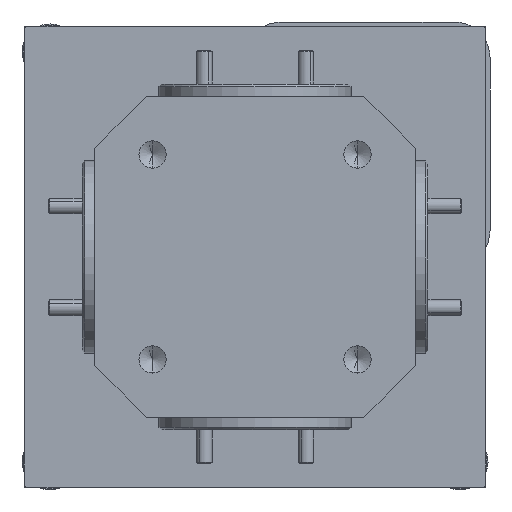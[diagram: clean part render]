
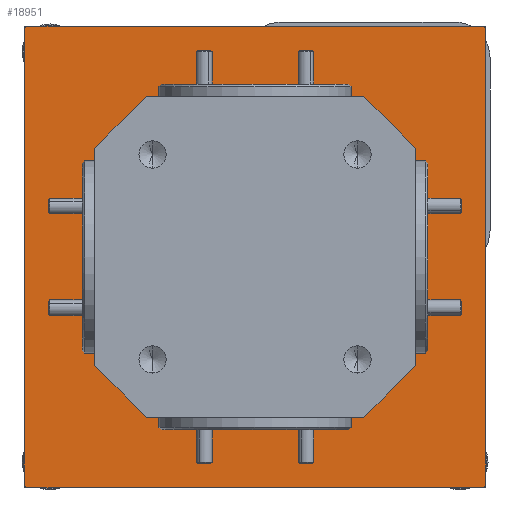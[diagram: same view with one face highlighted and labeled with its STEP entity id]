
A CAD part, front view. The second image highlights one B-rep face of the part: STEP entity #18951.
In plain terms, the highlighted planar face has unit normal (0, -1, 0).
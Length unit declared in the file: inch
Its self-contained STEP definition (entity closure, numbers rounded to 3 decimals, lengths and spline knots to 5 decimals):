
#661 = CARTESIAN_POINT ( 'NONE',  ( 0.625, 1., 0.425 ) ) ;
#711 = VERTEX_POINT ( 'NONE', #25372 ) ;
#1016 = CARTESIAN_POINT ( 'NONE',  ( 0.895, 1., 0.895 ) ) ;
#1993 = VECTOR ( 'NONE', #15619, 39.37008 ) ;
#2023 = EDGE_CURVE ( 'NONE', #34337, #10348, #37980, .T. ) ;
#2162 = EDGE_CURVE ( 'NONE', #24602, #10348, #15951, .T. ) ;
#2821 = VERTEX_POINT ( 'NONE', #33853 ) ;
#2857 = EDGE_CURVE ( 'NONE', #20121, #3586, #30800, .T. ) ;
#3163 = VERTEX_POINT ( 'NONE', #21071 ) ;
#3410 = CARTESIAN_POINT ( 'NONE',  ( 0.425, 1., -0.625 ) ) ;
#3555 = LINE ( 'NONE', #20668, #7890 ) ;
#3586 = VERTEX_POINT ( 'NONE', #13436 ) ;
#3684 = LINE ( 'NONE', #661, #24164 ) ;
#4168 = ORIENTED_EDGE ( 'NONE', *, *, #2857, .T. ) ;
#4696 = EDGE_LOOP ( 'NONE', ( #23620, #4168, #5561, #42070, #42190, #8128, #30694, #37892 ) ) ;
#5256 = ORIENTED_EDGE ( 'NONE', *, *, #2023, .T. ) ;
#5561 = ORIENTED_EDGE ( 'NONE', *, *, #9311, .F. ) ;
#5875 = DIRECTION ( 'NONE',  ( 0., 0., 1. ) ) ;
#6309 = LINE ( 'NONE', #9601, #39321 ) ;
#6538 = CARTESIAN_POINT ( 'NONE',  ( 0.895, 1., -0.895 ) ) ;
#6676 = CARTESIAN_POINT ( 'NONE',  ( -0.89, 1., 0.9 ) ) ;
#6748 = ORIENTED_EDGE ( 'NONE', *, *, #2162, .F. ) ;
#6985 = EDGE_CURVE ( 'NONE', #2821, #711, #41876, .T. ) ;
#7159 = DIRECTION ( 'NONE',  ( -0.707, 0., 0.707 ) ) ;
#7283 = FACE_OUTER_BOUND ( 'NONE', #10364, .T. ) ;
#7479 = EDGE_CURVE ( 'NONE', #14255, #9664, #36606, .T. ) ;
#7890 = VECTOR ( 'NONE', #37601, 39.37008 ) ;
#8128 = ORIENTED_EDGE ( 'NONE', *, *, #41700, .T. ) ;
#8587 = CARTESIAN_POINT ( 'NONE',  ( 0.625, 1., 0.425 ) ) ;
#9044 = DIRECTION ( 'NONE',  ( -1., 0., 0. ) ) ;
#9175 = AXIS2_PLACEMENT_3D ( 'NONE', #17782, #14905, #14065 ) ;
#9184 = EDGE_CURVE ( 'NONE', #24602, #11883, #3555, .T. ) ;
#9311 = EDGE_CURVE ( 'NONE', #12468, #3586, #18239, .T. ) ;
#9414 = CARTESIAN_POINT ( 'NONE',  ( 0.89, 1., -0.9 ) ) ;
#9601 = CARTESIAN_POINT ( 'NONE',  ( -0.9, 1., 0.9 ) ) ;
#9615 = EDGE_CURVE ( 'NONE', #13167, #42063, #15528, .T. ) ;
#9664 = VERTEX_POINT ( 'NONE', #36765 ) ;
#10221 = VECTOR ( 'NONE', #27359, 39.37008 ) ;
#10348 = VERTEX_POINT ( 'NONE', #27251 ) ;
#10361 = DIRECTION ( 'NONE',  ( -1., 0., 0. ) ) ;
#10364 = EDGE_LOOP ( 'NONE', ( #22994, #19506, #23057, #13677, #19031, #5256, #6748, #34960 ) ) ;
#10909 = DIRECTION ( 'NONE',  ( -0.707, 0., 0.707 ) ) ;
#10953 = DIRECTION ( 'NONE',  ( 0.707, 0., -0.707 ) ) ;
#11883 = VERTEX_POINT ( 'NONE', #16019 ) ;
#12360 = CARTESIAN_POINT ( 'NONE',  ( -0.625, 1., -0.625 ) ) ;
#12468 = VERTEX_POINT ( 'NONE', #37397 ) ;
#12566 = CARTESIAN_POINT ( 'NONE',  ( 0.89, 1., 0.9 ) ) ;
#12795 = LINE ( 'NONE', #12360, #1993 ) ;
#12808 = VERTEX_POINT ( 'NONE', #12566 ) ;
#13035 = VECTOR ( 'NONE', #27282, 39.37008 ) ;
#13167 = VERTEX_POINT ( 'NONE', #20818 ) ;
#13436 = CARTESIAN_POINT ( 'NONE',  ( -0.425, 1., 0.625 ) ) ;
#13631 = FACE_BOUND ( 'NONE', #4696, .T. ) ;
#13677 = ORIENTED_EDGE ( 'NONE', *, *, #20624, .T. ) ;
#13881 = CARTESIAN_POINT ( 'NONE',  ( -0.425, 1., 0.625 ) ) ;
#14065 = DIRECTION ( 'NONE',  ( 0., 0., -1. ) ) ;
#14255 = VERTEX_POINT ( 'NONE', #9414 ) ;
#14662 = CARTESIAN_POINT ( 'NONE',  ( -0.895, 1., 0.895 ) ) ;
#14905 = DIRECTION ( 'NONE',  ( 0., -1., 0. ) ) ;
#15528 = LINE ( 'NONE', #39902, #20714 ) ;
#15619 = DIRECTION ( 'NONE',  ( 1., 0., 0. ) ) ;
#15951 = LINE ( 'NONE', #28732, #32831 ) ;
#16019 = CARTESIAN_POINT ( 'NONE',  ( -0.89, 1., -0.9 ) ) ;
#16222 = VECTOR ( 'NONE', #9044, 39.37008 ) ;
#16643 = LINE ( 'NONE', #33572, #39320 ) ;
#16793 = VECTOR ( 'NONE', #7159, 39.37008 ) ;
#16794 = DIRECTION ( 'NONE',  ( 1., 0., 0. ) ) ;
#17782 = CARTESIAN_POINT ( 'NONE',  ( 0., 1., 0. ) ) ;
#18239 = LINE ( 'NONE', #23070, #16222 ) ;
#18951 = ADVANCED_FACE ( 'NONE', ( #13631, #7283 ), #34052, .T. ) ;
#19031 = ORIENTED_EDGE ( 'NONE', *, *, #20587, .F. ) ;
#19506 = ORIENTED_EDGE ( 'NONE', *, *, #7479, .T. ) ;
#20121 = VERTEX_POINT ( 'NONE', #33676 ) ;
#20459 = LINE ( 'NONE', #23961, #21844 ) ;
#20587 = EDGE_CURVE ( 'NONE', #34337, #12808, #6309, .T. ) ;
#20624 = EDGE_CURVE ( 'NONE', #3163, #12808, #30900, .T. ) ;
#20630 = VECTOR ( 'NONE', #10909, 39.37008 ) ;
#20668 = CARTESIAN_POINT ( 'NONE',  ( -0.895, 1., -0.895 ) ) ;
#20714 = VECTOR ( 'NONE', #25449, 39.37008 ) ;
#20818 = CARTESIAN_POINT ( 'NONE',  ( 0.625, 1., -0.425 ) ) ;
#20969 = EDGE_CURVE ( 'NONE', #2821, #42821, #12795, .T. ) ;
#21071 = CARTESIAN_POINT ( 'NONE',  ( 0.9, 1., 0.89 ) ) ;
#21844 = VECTOR ( 'NONE', #10361, 39.37008 ) ;
#22994 = ORIENTED_EDGE ( 'NONE', *, *, #36641, .F. ) ;
#23057 = ORIENTED_EDGE ( 'NONE', *, *, #39981, .F. ) ;
#23070 = CARTESIAN_POINT ( 'NONE',  ( -0.625, 1., 0.625 ) ) ;
#23620 = ORIENTED_EDGE ( 'NONE', *, *, #33803, .F. ) ;
#23961 = CARTESIAN_POINT ( 'NONE',  ( -0.9, 1., -0.9 ) ) ;
#24100 = DIRECTION ( 'NONE',  ( 0., 0., -1. ) ) ;
#24164 = VECTOR ( 'NONE', #10953, 39.37008 ) ;
#24602 = VERTEX_POINT ( 'NONE', #27678 ) ;
#24996 = DIRECTION ( 'NONE',  ( -0.707, 0., -0.707 ) ) ;
#25053 = VECTOR ( 'NONE', #37780, 39.37008 ) ;
#25170 = CARTESIAN_POINT ( 'NONE',  ( -0.625, 1., -0.425 ) ) ;
#25372 = CARTESIAN_POINT ( 'NONE',  ( -0.625, 1., -0.425 ) ) ;
#25449 = DIRECTION ( 'NONE',  ( 0., 0., 1. ) ) ;
#25670 = EDGE_CURVE ( 'NONE', #12468, #42063, #3684, .T. ) ;
#27251 = CARTESIAN_POINT ( 'NONE',  ( -0.9, 1., 0.89 ) ) ;
#27282 = DIRECTION ( 'NONE',  ( 0.707, 0., 0.707 ) ) ;
#27359 = DIRECTION ( 'NONE',  ( -0.707, 0., -0.707 ) ) ;
#27678 = CARTESIAN_POINT ( 'NONE',  ( -0.9, 1., -0.89 ) ) ;
#28732 = CARTESIAN_POINT ( 'NONE',  ( -0.9, 1., 0.9 ) ) ;
#29547 = LINE ( 'NONE', #3410, #10221 ) ;
#29586 = DIRECTION ( 'NONE',  ( 0.707, 0., 0.707 ) ) ;
#30694 = ORIENTED_EDGE ( 'NONE', *, *, #20969, .F. ) ;
#30800 = LINE ( 'NONE', #13881, #13035 ) ;
#30900 = LINE ( 'NONE', #1016, #16793 ) ;
#30970 = LINE ( 'NONE', #41046, #25053 ) ;
#32831 = VECTOR ( 'NONE', #5875, 39.37008 ) ;
#33205 = VECTOR ( 'NONE', #29586, 39.37008 ) ;
#33572 = CARTESIAN_POINT ( 'NONE',  ( -0.625, 1., 0.625 ) ) ;
#33676 = CARTESIAN_POINT ( 'NONE',  ( -0.625, 1., 0.425 ) ) ;
#33803 = EDGE_CURVE ( 'NONE', #20121, #711, #16643, .T. ) ;
#33853 = CARTESIAN_POINT ( 'NONE',  ( -0.425, 1., -0.625 ) ) ;
#34052 = PLANE ( 'NONE',  #9175 ) ;
#34337 = VERTEX_POINT ( 'NONE', #6676 ) ;
#34960 = ORIENTED_EDGE ( 'NONE', *, *, #9184, .T. ) ;
#36606 = LINE ( 'NONE', #6538, #33205 ) ;
#36641 = EDGE_CURVE ( 'NONE', #14255, #11883, #20459, .T. ) ;
#36765 = CARTESIAN_POINT ( 'NONE',  ( 0.9, 1., -0.89 ) ) ;
#37293 = CARTESIAN_POINT ( 'NONE',  ( 0.425, 1., -0.625 ) ) ;
#37397 = CARTESIAN_POINT ( 'NONE',  ( 0.425, 1., 0.625 ) ) ;
#37601 = DIRECTION ( 'NONE',  ( 0.707, 0., -0.707 ) ) ;
#37780 = DIRECTION ( 'NONE',  ( 0., 0., -1. ) ) ;
#37892 = ORIENTED_EDGE ( 'NONE', *, *, #6985, .T. ) ;
#37980 = LINE ( 'NONE', #14662, #41986 ) ;
#39321 = VECTOR ( 'NONE', #16794, 39.37008 ) ;
#39320 = VECTOR ( 'NONE', #24100, 39.37008 ) ;
#39902 = CARTESIAN_POINT ( 'NONE',  ( 0.625, 1., 0.625 ) ) ;
#39981 = EDGE_CURVE ( 'NONE', #3163, #9664, #30970, .T. ) ;
#41046 = CARTESIAN_POINT ( 'NONE',  ( 0.9, 1., 0.9 ) ) ;
#41700 = EDGE_CURVE ( 'NONE', #13167, #42821, #29547, .T. ) ;
#41876 = LINE ( 'NONE', #25170, #20630 ) ;
#41986 = VECTOR ( 'NONE', #24996, 39.37008 ) ;
#42063 = VERTEX_POINT ( 'NONE', #8587 ) ;
#42070 = ORIENTED_EDGE ( 'NONE', *, *, #25670, .T. ) ;
#42190 = ORIENTED_EDGE ( 'NONE', *, *, #9615, .F. ) ;
#42821 = VERTEX_POINT ( 'NONE', #37293 ) ;
